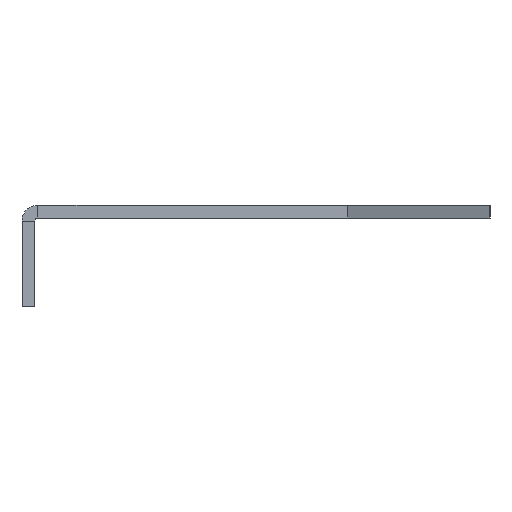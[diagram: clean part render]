
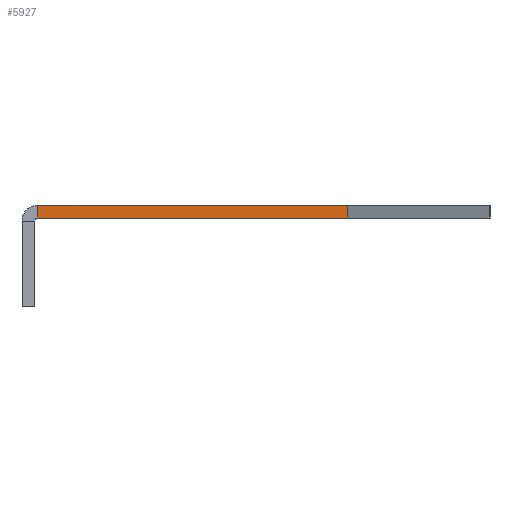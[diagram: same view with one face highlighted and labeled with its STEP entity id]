
A CAD part, left-side view. The second image highlights one B-rep face of the part: STEP entity #5927.
In plain terms, the highlighted planar face has unit normal (-1, 0, 0).
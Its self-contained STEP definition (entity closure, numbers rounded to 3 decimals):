
#359 = LINE ( 'NONE', #6248, #5421 ) ;
#705 = AXIS2_PLACEMENT_3D ( 'NONE', #1232, #1336, #4249 ) ;
#774 = CARTESIAN_POINT ( 'NONE',  ( -130., 56.088, -3.175 ) ) ;
#1232 = CARTESIAN_POINT ( 'NONE',  ( -130., -20., -3.175 ) ) ;
#1336 = DIRECTION ( 'NONE',  ( -1., 0., 0. ) ) ;
#1449 = LINE ( 'NONE', #774, #6441 ) ;
#1473 = LINE ( 'NONE', #2963, #3826 ) ;
#1575 = CARTESIAN_POINT ( 'NONE',  ( -130., -20., -3.175 ) ) ;
#1771 = VERTEX_POINT ( 'NONE', #2271 ) ;
#1807 = VERTEX_POINT ( 'NONE', #1575 ) ;
#1974 = VERTEX_POINT ( 'NONE', #6513 ) ;
#2271 = CARTESIAN_POINT ( 'NONE',  ( -130., 56.088, -3.175 ) ) ;
#2457 = CARTESIAN_POINT ( 'NONE',  ( -130., -20., 0. ) ) ;
#2870 = ORIENTED_EDGE ( 'NONE', *, *, #3004, .T. ) ;
#2963 = CARTESIAN_POINT ( 'NONE',  ( -130., -20., 0. ) ) ;
#3004 = EDGE_CURVE ( 'NONE', #1807, #3254, #359, .T. ) ;
#3091 = ORIENTED_EDGE ( 'NONE', *, *, #6848, .T. ) ;
#3254 = VERTEX_POINT ( 'NONE', #2457 ) ;
#3304 = DIRECTION ( 'NONE',  ( 0., -1., 0. ) ) ;
#3772 = ORIENTED_EDGE ( 'NONE', *, *, #6022, .F. ) ;
#3826 = VECTOR ( 'NONE', #4732, 1000. ) ;
#3964 = PLANE ( 'NONE',  #705 ) ;
#4061 = EDGE_CURVE ( 'NONE', #1771, #1974, #1449, .T. ) ;
#4249 = DIRECTION ( 'NONE',  ( 0., 0., 1. ) ) ;
#4393 = VECTOR ( 'NONE', #3304, 1000. ) ;
#4732 = DIRECTION ( 'NONE',  ( 0., -1., 0. ) ) ;
#4803 = DIRECTION ( 'NONE',  ( 0., 0., 1. ) ) ;
#5320 = EDGE_LOOP ( 'NONE', ( #5732, #3091, #2870, #3772 ) ) ;
#5421 = VECTOR ( 'NONE', #7403, 1000. ) ;
#5732 = ORIENTED_EDGE ( 'NONE', *, *, #4061, .F. ) ;
#5927 = ADVANCED_FACE ( 'NONE', ( #6559 ), #3964, .T. ) ;
#6022 = EDGE_CURVE ( 'NONE', #1974, #3254, #1473, .T. ) ;
#6248 = CARTESIAN_POINT ( 'NONE',  ( -130., -20., -3.175 ) ) ;
#6441 = VECTOR ( 'NONE', #4803, 1000. ) ;
#6513 = CARTESIAN_POINT ( 'NONE',  ( -130., 56.088, 0. ) ) ;
#6559 = FACE_OUTER_BOUND ( 'NONE', #5320, .T. ) ;
#6759 = CARTESIAN_POINT ( 'NONE',  ( -130., -20., -3.175 ) ) ;
#6848 = EDGE_CURVE ( 'NONE', #1771, #1807, #7062, .T. ) ;
#7062 = LINE ( 'NONE', #6759, #4393 ) ;
#7403 = DIRECTION ( 'NONE',  ( 0., 0., 1. ) ) ;
